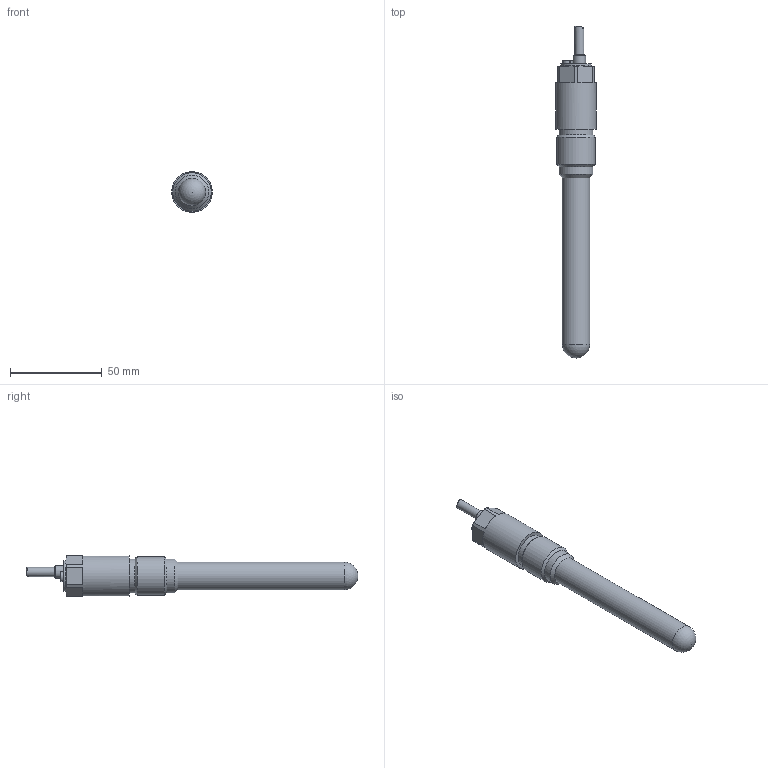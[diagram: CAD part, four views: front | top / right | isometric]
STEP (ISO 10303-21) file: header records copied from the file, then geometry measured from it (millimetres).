
FILE_DESCRIPTION(/* description */ (''),/* implementation_level */ '2;1');
FILE_NAME(/* name */ 'KA1409_Shrinkwrap_1.stp',/* time_stamp */ '2021-09-02T08:20:52+02:00',/* author */ ('Krieger Anja'),/* organization */ (''),/* preprocessor_version */ 'ST-DEVELOPER v18.1',/* originating_system */ 'Autodesk Inventor 2021',/* authorisation */ '');
FILE_SCHEMA (('AUTOMOTIVE_DESIGN { 1 0 10303 214 3 1 1 }'));
Length unit declared in the file: millimetre
Products named in the file (1): KA1409_Shrinkwrap_1
Bounding box: 22.1 x 180.97 x 22.1 mm (x, y, z)
Volume: 38741.9 mm3; surface area: 9917.8 mm2
Topology: 1 solids, 1 shells, 41 faces, 100 edges, 66 vertices
Faces by surface type: plane 22, cylinder 13, cone 4, sphere 1, torus 1
Full cylindrical faces by diameter (mm): 5 x1, 5.5 x1, 6.8 x1, 15 x2, 15.2 x1, 16.5 x1, 18.4 x2, 20.96 x1, 22.1 x1
Entity records: 1390 total; most frequent: CARTESIAN_POINT 267, DIRECTION 226, ORIENTED_EDGE 198, EDGE_CURVE 99, AXIS2_PLACEMENT_3D 89, VERTEX_POINT 66, LINE 48, VECTOR 48
